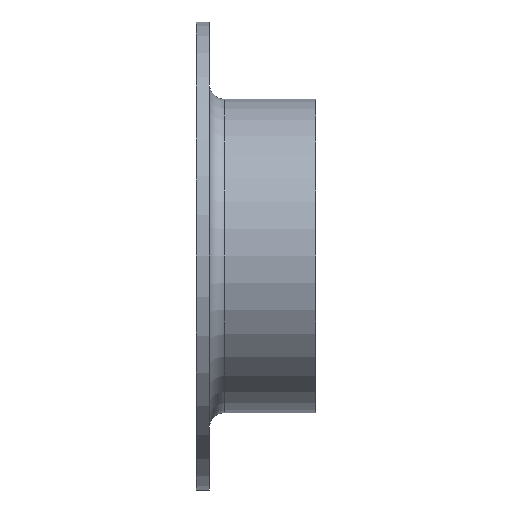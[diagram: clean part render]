
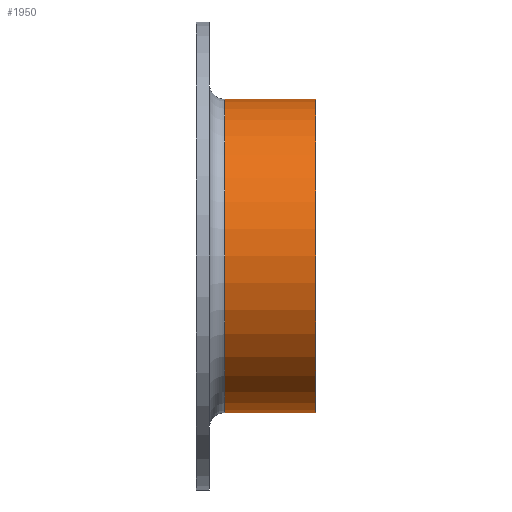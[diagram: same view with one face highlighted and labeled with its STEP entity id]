
A CAD part, front view. The second image highlights one B-rep face of the part: STEP entity #1950.
In plain terms, the highlighted cylindrical face has radius 30.15 mm (diameter 60.3 mm), a full revolution.
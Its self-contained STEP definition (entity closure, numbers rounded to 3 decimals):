
#198 = AXIS2_PLACEMENT_3D ( 'NONE', #10819, #1687, #2718 ) ;
#1164 = ORIENTED_EDGE ( 'NONE', *, *, #14407, .T. ) ;
#1687 = DIRECTION ( 'NONE',  ( -1., 0., 0. ) ) ;
#1950 = ADVANCED_FACE ( 'NONE', ( #11288, #7950 ), #4589, .T. ) ;
#2718 = DIRECTION ( 'NONE',  ( 0., 0., 1. ) ) ;
#3452 = VERTEX_POINT ( 'NONE', #8314 ) ;
#3837 = EDGE_LOOP ( 'NONE', ( #1164 ) ) ;
#4589 = CYLINDRICAL_SURFACE ( 'NONE', #9682, 30.15 ) ;
#5028 = DIRECTION ( 'NONE',  ( 1., 0., 0. ) ) ;
#5840 = DIRECTION ( 'NONE',  ( -1., 0., 0. ) ) ;
#6345 = AXIS2_PLACEMENT_3D ( 'NONE', #12963, #5028, #11858 ) ;
#7950 = FACE_OUTER_BOUND ( 'NONE', #13084, .T. ) ;
#8026 = CARTESIAN_POINT ( 'NONE',  ( 0., 0., 0. ) ) ;
#8314 = CARTESIAN_POINT ( 'NONE',  ( 23., 0., 30.15 ) ) ;
#9159 = CARTESIAN_POINT ( 'NONE',  ( 5.5, 0., 30.15 ) ) ;
#9682 = AXIS2_PLACEMENT_3D ( 'NONE', #8026, #5840, #12468 ) ;
#10281 = VERTEX_POINT ( 'NONE', #9159 ) ;
#10702 = CIRCLE ( 'NONE', #198, 30.15 ) ;
#10819 = CARTESIAN_POINT ( 'NONE',  ( 23., 0., 0. ) ) ;
#11288 = FACE_OUTER_BOUND ( 'NONE', #3837, .T. ) ;
#11545 = ORIENTED_EDGE ( 'NONE', *, *, #14478, .T. ) ;
#11858 = DIRECTION ( 'NONE',  ( 0., 0., 1. ) ) ;
#12468 = DIRECTION ( 'NONE',  ( 0., 0., 1. ) ) ;
#12835 = CIRCLE ( 'NONE', #6345, 30.15 ) ;
#12963 = CARTESIAN_POINT ( 'NONE',  ( 5.5, 0., 0. ) ) ;
#13084 = EDGE_LOOP ( 'NONE', ( #11545 ) ) ;
#14407 = EDGE_CURVE ( 'NONE', #10281, #10281, #12835, .T. ) ;
#14478 = EDGE_CURVE ( 'NONE', #3452, #3452, #10702, .T. ) ;
